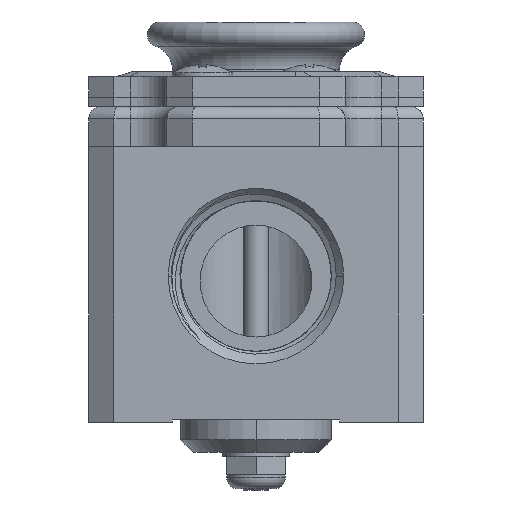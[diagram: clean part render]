
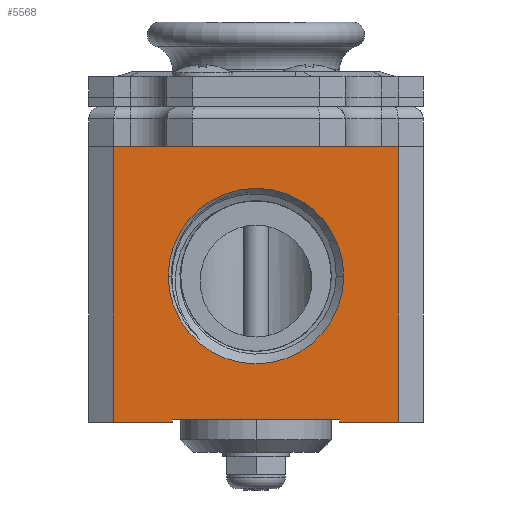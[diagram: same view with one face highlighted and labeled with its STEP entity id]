
A CAD part, front view. The second image highlights one B-rep face of the part: STEP entity #5568.
In plain terms, the highlighted planar face has unit normal (0, -1, 0).
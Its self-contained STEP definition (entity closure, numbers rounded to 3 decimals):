
#120=DIRECTION('',(1.,0.,0.));
#121=VECTOR('',#120,7.);
#122=CARTESIAN_POINT('',(-17.,0.,0.));
#123=LINE('',#122,#121);
#162=DIRECTION('',(1.,0.,0.));
#163=VECTOR('',#162,7.);
#164=CARTESIAN_POINT('',(10.,0.,0.));
#165=LINE('',#164,#163);
#317=DIRECTION('',(1.,0.,0.));
#318=VECTOR('',#317,34.);
#319=CARTESIAN_POINT('',(-17.,0.,33.));
#320=LINE('',#319,#318);
#1316=DIRECTION('',(0.,0.,-1.));
#1317=VECTOR('',#1316,33.);
#1318=CARTESIAN_POINT('',(-17.,0.,33.));
#1319=LINE('',#1318,#1317);
#1320=DIRECTION('',(0.,0.,-1.));
#1321=VECTOR('',#1320,33.);
#1322=CARTESIAN_POINT('',(17.,0.,33.));
#1323=LINE('',#1322,#1321);
#1324=DIRECTION('',(0.,0.,1.));
#1325=VECTOR('',#1324,0.3);
#1326=CARTESIAN_POINT('',(10.,0.,0.));
#1327=LINE('',#1326,#1325);
#1328=DIRECTION('',(1.,0.,0.));
#1329=VECTOR('',#1328,20.);
#1330=CARTESIAN_POINT('',(-10.,0.,0.3));
#1331=LINE('',#1330,#1329);
#1332=DIRECTION('',(0.,0.,1.));
#1333=VECTOR('',#1332,0.3);
#1334=CARTESIAN_POINT('',(-10.,0.,0.));
#1335=LINE('',#1334,#1333);
#1336=CARTESIAN_POINT('',(0.,0.,17.5));
#1337=DIRECTION('',(0.,1.,0.));
#1338=DIRECTION('',(1.,0.,0.));
#1339=AXIS2_PLACEMENT_3D('',#1336,#1337,#1338);
#1341=CARTESIAN_POINT('',(0.,0.,17.5));
#1342=DIRECTION('',(0.,1.,0.));
#1343=DIRECTION('',(-1.,0.,0.));
#1344=AXIS2_PLACEMENT_3D('',#1341,#1342,#1343);
#3421=CARTESIAN_POINT('',(-17.,0.,0.));
#3423=VERTEX_POINT('',#3421);
#3427=CARTESIAN_POINT('',(-17.,0.,33.));
#3428=VERTEX_POINT('',#3427);
#3430=CARTESIAN_POINT('',(17.,0.,0.));
#3432=VERTEX_POINT('',#3430);
#3433=CARTESIAN_POINT('',(17.,0.,33.));
#3434=VERTEX_POINT('',#3433);
#3553=CARTESIAN_POINT('',(10.,0.,0.));
#3554=VERTEX_POINT('',#3553);
#3555=CARTESIAN_POINT('',(-10.,0.,0.));
#3557=VERTEX_POINT('',#3555);
#3573=CARTESIAN_POINT('',(-10.,0.,0.3));
#3574=CARTESIAN_POINT('',(10.,0.,0.3));
#3575=VERTEX_POINT('',#3573);
#3576=VERTEX_POINT('',#3574);
#4037=CARTESIAN_POINT('',(10.5,0.,17.5));
#4038=CARTESIAN_POINT('',(-10.5,0.,17.5));
#4039=VERTEX_POINT('',#4037);
#4040=VERTEX_POINT('',#4038);
#5543=CARTESIAN_POINT('',(-20.,0.,0.));
#5544=DIRECTION('',(0.,-1.,0.));
#5545=DIRECTION('',(1.,0.,0.));
#5546=AXIS2_PLACEMENT_3D('',#5543,#5544,#5545);
#5547=PLANE('',#5546);
#5548=ORIENTED_EDGE('',*,*,#5538,.F.);
#5549=ORIENTED_EDGE('',*,*,#4298,.T.);
#5551=ORIENTED_EDGE('',*,*,#5550,.T.);
#5552=ORIENTED_EDGE('',*,*,#4150,.F.);
#5554=ORIENTED_EDGE('',*,*,#5553,.T.);
#5556=ORIENTED_EDGE('',*,*,#5555,.F.);
#5558=ORIENTED_EDGE('',*,*,#5557,.F.);
#5559=ORIENTED_EDGE('',*,*,#4112,.F.);
#5560=EDGE_LOOP('',(#5548,#5549,#5551,#5552,#5554,#5556,#5558,#5559));
#5561=FACE_OUTER_BOUND('',#5560,.F.);
#5563=ORIENTED_EDGE('',*,*,#5562,.F.);
#5565=ORIENTED_EDGE('',*,*,#5564,.F.);
#5566=EDGE_LOOP('',(#5563,#5565));
#5567=FACE_BOUND('',#5566,.F.);
#5568=ADVANCED_FACE('',(#5561,#5567),#5547,.T.);
#1340=CIRCLE('',#1339,10.5);
#1345=CIRCLE('',#1344,10.5);
#4112=EDGE_CURVE('',#3423,#3557,#123,.T.);
#4150=EDGE_CURVE('',#3554,#3432,#165,.T.);
#4298=EDGE_CURVE('',#3428,#3434,#320,.T.);
#5538=EDGE_CURVE('',#3428,#3423,#1319,.T.);
#5550=EDGE_CURVE('',#3434,#3432,#1323,.T.);
#5553=EDGE_CURVE('',#3554,#3576,#1327,.T.);
#5555=EDGE_CURVE('',#3575,#3576,#1331,.T.);
#5557=EDGE_CURVE('',#3557,#3575,#1335,.T.);
#5562=EDGE_CURVE('',#4039,#4040,#1340,.T.);
#5564=EDGE_CURVE('',#4040,#4039,#1345,.T.);
